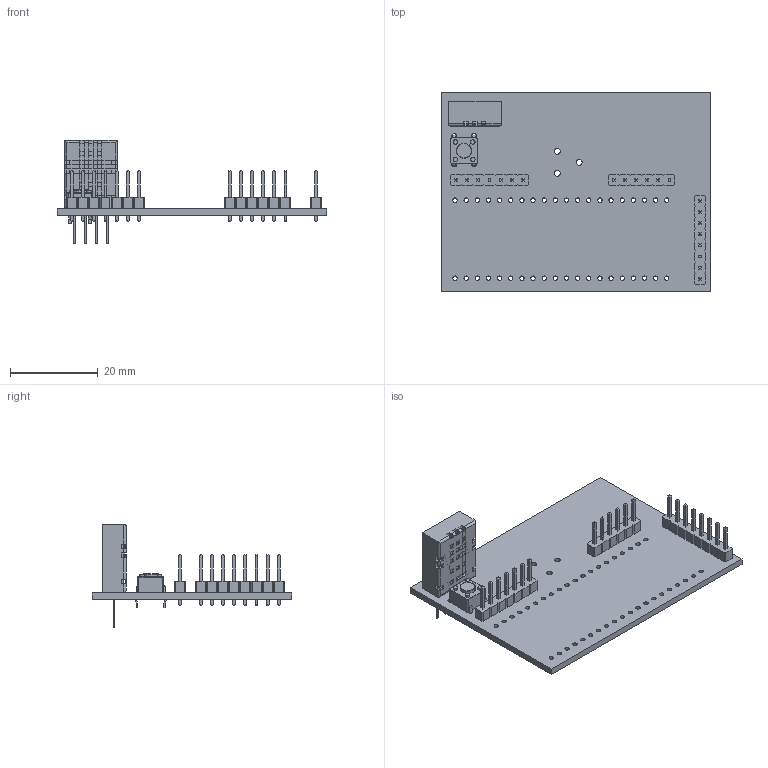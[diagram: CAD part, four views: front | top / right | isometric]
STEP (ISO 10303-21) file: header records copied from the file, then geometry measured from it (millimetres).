
FILE_DESCRIPTION(('KiCad electronic assembly'),'2;1');
FILE_NAME('TempMonitor.step','2025-04-16T15:20:11',('Pcbnew'),('Kicad'), 'Open CASCADE STEP processor 7.5','KiCad to STEP converter','Unknown' );
FILE_SCHEMA(('AUTOMOTIVE_DESIGN { 1 0 10303 214 1 1 1 1 }'));
Length unit declared in the file: millimetre
Products named in the file (7): TempMonitor 1; PinHeader_1x07_P2.54mm_Vertical; Aosong_DHT11_5.5x12.0_P2.54mm; SW_PUSH_6mm; PinHeader_1x08_P2.54mm_Vertical; PinHeader_1x06_P2.54mm_Vertical; TempMonitor_PCB
Assembly tree (6 placements, depth 2):
  TempMonitor 1
    PinHeader_1x07_P2.54mm_Vertical
    Aosong_DHT11_5.5x12.0_P2.54mm
    SW_PUSH_6mm
    PinHeader_1x08_P2.54mm_Vertical
    PinHeader_1x06_P2.54mm_Vertical
    TempMonitor_PCB
Bounding box: 61.5 x 45.5 x 23.5 mm (x, y, z)
Volume: 5689.1 mm3; surface area: 8272.6 mm2
Topology: 6 solids, 6 shells, 988 faces, 2501 edges, 1539 vertices
Faces by surface type: plane 861, cylinder 126, torus 1
Full cylindrical faces by diameter (mm): 0.8 x4, 1 x65, 1.1 x4, 1.3 x3, 3.5 x1
Entity records: 29313 total; most frequent: CARTESIAN_POINT 5035, ORIENTED_EDGE 5002, DIRECTION 4755, EDGE_CURVE 2501, LINE 2237, VECTOR 2237, VERTEX_POINT 1539, AXIS2_PLACEMENT_3D 1259
